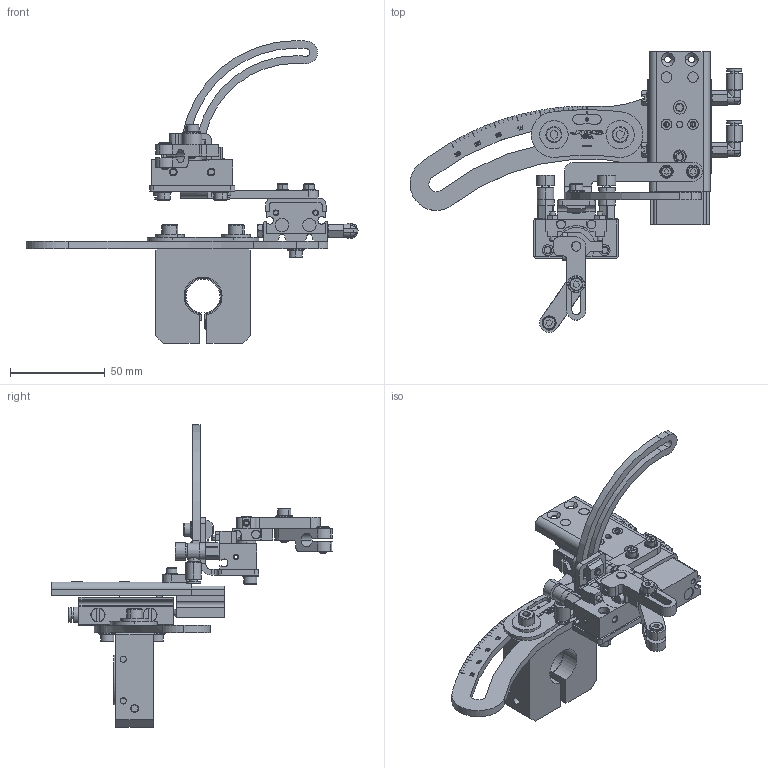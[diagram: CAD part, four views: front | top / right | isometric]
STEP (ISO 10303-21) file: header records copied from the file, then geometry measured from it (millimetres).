
FILE_DESCRIPTION (( 'STEP AP214' ), '1' );
FILE_NAME ('RBA-A.STEP', '2018-04-24T05:18:48', ( 'Fontanilla' ), ( 'Microsoft' ), 'SwSTEP 2.0', 'SolidWorks 2017', '' );
FILE_SCHEMA (( 'AUTOMOTIVE_DESIGN' ));
Length unit declared in the file: millimetre
Products named in the file (1): RBA-A
Bounding box: 175.46 x 148.46 x 160 mm (x, y, z)
Surface area: 67034 mm2 (no closed solid volume)
Topology: 0 solids, 95 shells, 917 faces, 3976 edges, 3122 vertices
Faces by surface type: plane 482, cylinder 276, cone 140, sphere 10, bspline 5, torus 4
Entity records: 54592 total; most frequent: CARTESIAN_POINT 12792, DIRECTION 6270, ORIENTED_EDGE 5870, EDGE_CURVE 3974, VERTEX_POINT 3122, LINE 2388, VECTOR 2388, AXIS2_PLACEMENT_3D 1941
